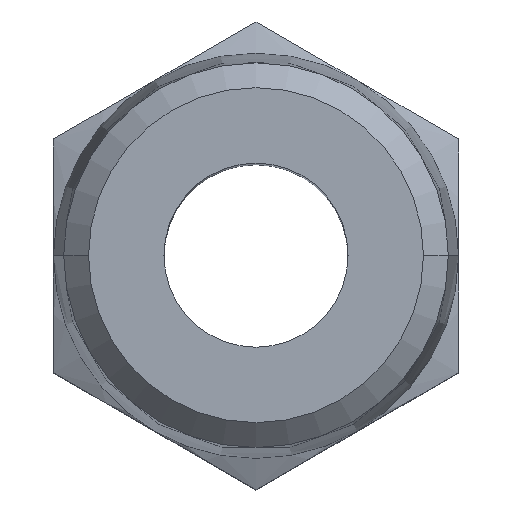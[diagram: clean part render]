
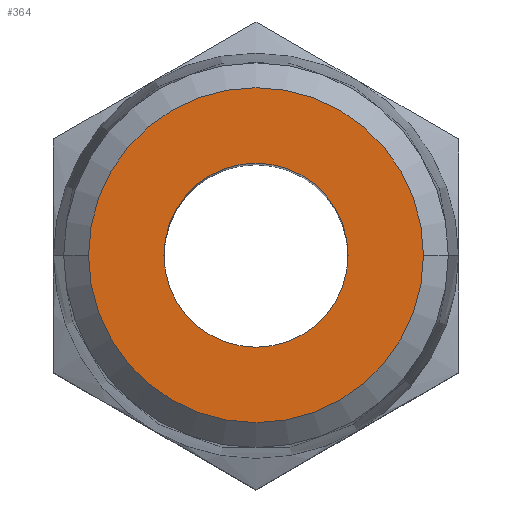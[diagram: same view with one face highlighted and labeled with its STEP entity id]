
A CAD part, top view. The second image highlights one B-rep face of the part: STEP entity #364.
In plain terms, the highlighted planar face has unit normal (0, 0, 1).
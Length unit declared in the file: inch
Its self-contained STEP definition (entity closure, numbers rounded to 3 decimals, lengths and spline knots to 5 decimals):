
#10 = EDGE_CURVE ( 'NONE', #188, #883, #631, .T. ) ;
#13 = ORIENTED_EDGE ( 'NONE', *, *, #258, .T. ) ;
#16 = PLANE ( 'NONE',  #99 ) ;
#23 = AXIS2_PLACEMENT_3D ( 'NONE', #620, #944, #228 ) ;
#77 = AXIS2_PLACEMENT_3D ( 'NONE', #308, #460, #1017 ) ;
#99 = AXIS2_PLACEMENT_3D ( 'NONE', #195, #830, #114 ) ;
#105 = DIRECTION ( 'NONE',  ( 0., 0., 1. ) ) ;
#114 = DIRECTION ( 'NONE',  ( 1., 0., 0. ) ) ;
#115 = ORIENTED_EDGE ( 'NONE', *, *, #858, .F. ) ;
#127 = DIRECTION ( 'NONE',  ( 1., 0., 0. ) ) ;
#154 = VERTEX_POINT ( 'NONE', #250 ) ;
#188 = VERTEX_POINT ( 'NONE', #874 ) ;
#195 = CARTESIAN_POINT ( 'NONE',  ( 0., 0., 0.51181 ) ) ;
#215 = CARTESIAN_POINT ( 'NONE',  ( 0., 0., 0.51181 ) ) ;
#228 = DIRECTION ( 'NONE',  ( 1., 0., 0. ) ) ;
#250 = CARTESIAN_POINT ( 'NONE',  ( -0.09843, 0., 0.51181 ) ) ;
#258 = EDGE_CURVE ( 'NONE', #883, #188, #798, .T. ) ;
#260 = CARTESIAN_POINT ( 'NONE',  ( 0.09843, 0., 0.51181 ) ) ;
#298 = CARTESIAN_POINT ( 'NONE',  ( 0.17907, 0., 0.51181 ) ) ;
#308 = CARTESIAN_POINT ( 'NONE',  ( 0., 0., 0.51181 ) ) ;
#321 = VERTEX_POINT ( 'NONE', #260 ) ;
#356 = CARTESIAN_POINT ( 'NONE',  ( 0., 0., 0.51181 ) ) ;
#364 = ADVANCED_FACE ( 'NONE', ( #597, #912 ), #16, .T. ) ;
#436 = EDGE_LOOP ( 'NONE', ( #885, #13 ) ) ;
#460 = DIRECTION ( 'NONE',  ( 0., 0., 1. ) ) ;
#551 = AXIS2_PLACEMENT_3D ( 'NONE', #356, #105, #976 ) ;
#560 = CIRCLE ( 'NONE', #77, 0.09843 ) ;
#597 = FACE_OUTER_BOUND ( 'NONE', #436, .T. ) ;
#620 = CARTESIAN_POINT ( 'NONE',  ( 0., 0., 0.51181 ) ) ;
#631 = CIRCLE ( 'NONE', #647, 0.17907 ) ;
#647 = AXIS2_PLACEMENT_3D ( 'NONE', #215, #680, #127 ) ;
#680 = DIRECTION ( 'NONE',  ( 0., 0., 1. ) ) ;
#745 = ORIENTED_EDGE ( 'NONE', *, *, #935, .F. ) ;
#756 = CIRCLE ( 'NONE', #23, 0.09843 ) ;
#798 = CIRCLE ( 'NONE', #551, 0.17907 ) ;
#830 = DIRECTION ( 'NONE',  ( 0., 0., 1. ) ) ;
#858 = EDGE_CURVE ( 'NONE', #154, #321, #756, .T. ) ;
#874 = CARTESIAN_POINT ( 'NONE',  ( -0.17907, 0., 0.51181 ) ) ;
#883 = VERTEX_POINT ( 'NONE', #298 ) ;
#885 = ORIENTED_EDGE ( 'NONE', *, *, #10, .T. ) ;
#912 = FACE_BOUND ( 'NONE', #1026, .T. ) ;
#935 = EDGE_CURVE ( 'NONE', #321, #154, #560, .T. ) ;
#944 = DIRECTION ( 'NONE',  ( 0., 0., 1. ) ) ;
#976 = DIRECTION ( 'NONE',  ( 1., 0., 0. ) ) ;
#1017 = DIRECTION ( 'NONE',  ( 1., 0., 0. ) ) ;
#1026 = EDGE_LOOP ( 'NONE', ( #115, #745 ) ) ;
